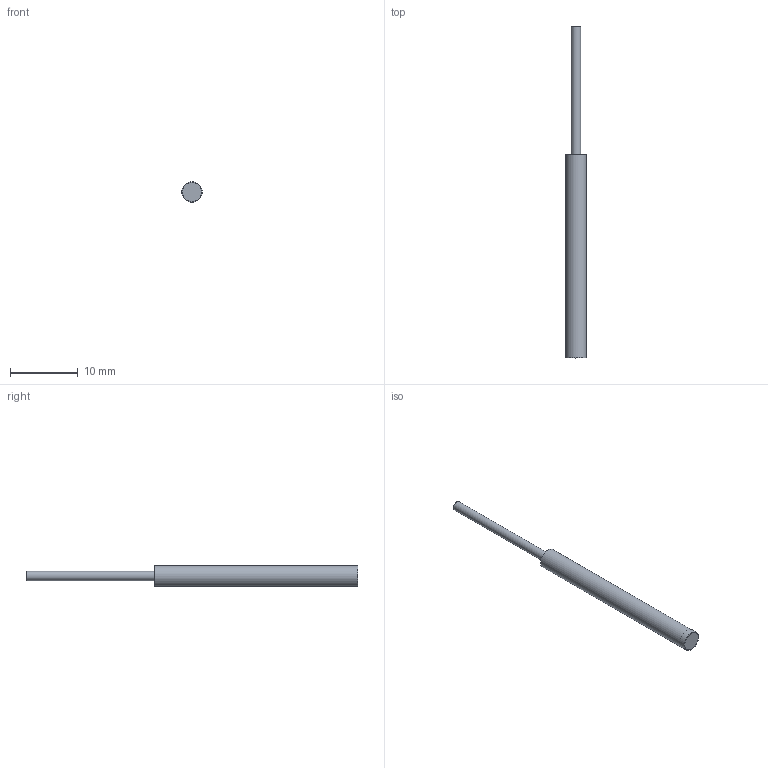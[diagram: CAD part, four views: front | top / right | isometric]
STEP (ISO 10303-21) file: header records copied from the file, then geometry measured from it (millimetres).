
FILE_DESCRIPTION(/* description */ (''),/* implementation_level */ '2;1');
FILE_NAME(/* name */ 'ELCO_FI0.8-KH03-CN6L_stp.stp',/* time_stamp */ '2025-12-16T08:43:37+08:00',/* author */ (''),/* organization */ (''),/* preprocessor_version */ 'ST-DEVELOPER v20',/* originating_system */ 'SIEMENS PLM Software NX2312.1700',/* authorisation */ '');
FILE_SCHEMA (('AUTOMOTIVE_DESIGN { 1 0 10303 214 3 1 1 1 }'));
Length unit declared in the file: millimetre
Products named in the file (1): ELCO_FI0.8-KH03-CN6L_stp
Bounding box: 3 x 49 x 3 mm (x, y, z)
Volume: 255 mm3; surface area: 427.9 mm2
Topology: 4 solids, 4 shells, 16 faces, 20 edges, 14 vertices
Faces by surface type: plane 10, cylinder 6
Full cylindrical faces by diameter (mm): 1.4 x1, 2.2 x2, 2.8 x1, 3 x2
Entity records: 341 total; most frequent: DIRECTION 58, CARTESIAN_POINT 41, AXIS2_PLACEMENT_3D 29, EDGE_LOOP 24, ORIENTED_EDGE 24, FACE_BOUND 16, ADVANCED_FACE 16, VERTEX_POINT 12
